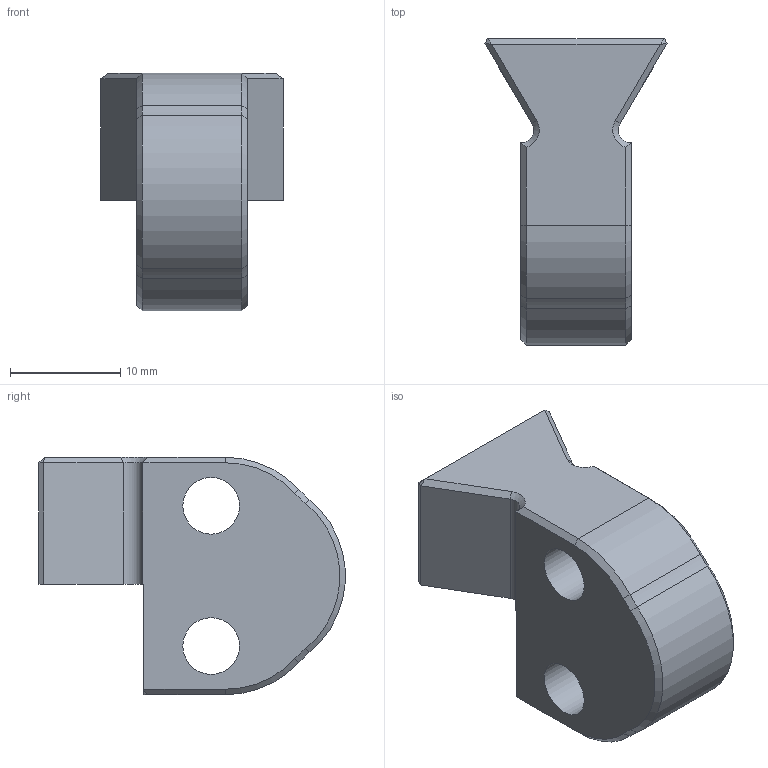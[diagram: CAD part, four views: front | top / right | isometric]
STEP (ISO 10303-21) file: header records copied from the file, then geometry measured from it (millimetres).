
FILE_DESCRIPTION(/* description */ (''),/* implementation_level */ '2;1');
FILE_NAME(/* name */ 'MountOuter_v14.step',/* time_stamp */ '2025-06-15T17:11:15-04:00',/* author */ (''),/* organization */ (''),/* preprocessor_version */ 'ST-DEVELOPER v20.1',/* originating_system */ 'Autodesk Translation Framework v14.10.0.0',/* authorisation */ '');
FILE_SCHEMA (('AUTOMOTIVE_DESIGN { 1 0 10303 214 3 1 1 }'));
Length unit declared in the file: millimetre
Products named in the file (1): MountOuter
Bounding box: 16.49 x 27.73 x 21.5 mm (x, y, z)
Volume: 4194.2 mm3; surface area: 2119 mm2
Topology: 1 solids, 1 shells, 43 faces, 101 edges, 60 vertices
Faces by surface type: plane 20, cone 14, cylinder 9
Full cylindrical faces by diameter (mm): 5.127 x2
Entity records: 1254 total; most frequent: CARTESIAN_POINT 221, DIRECTION 215, ORIENTED_EDGE 202, EDGE_CURVE 101, AXIS2_PLACEMENT_3D 76, LINE 63, VECTOR 63, VERTEX_POINT 60
